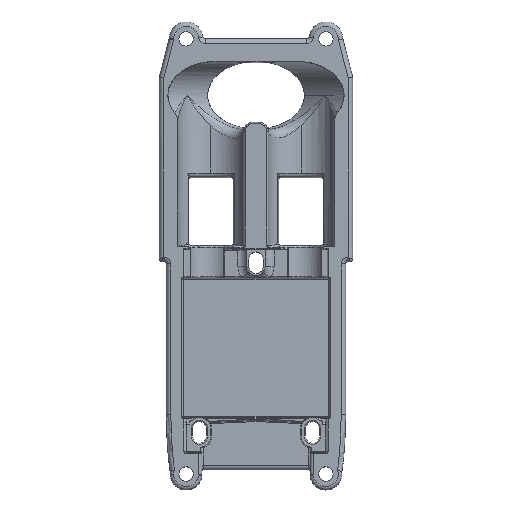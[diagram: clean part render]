
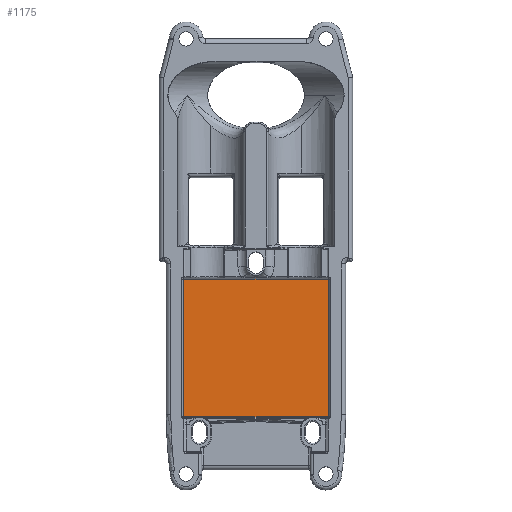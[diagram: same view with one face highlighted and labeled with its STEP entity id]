
A CAD part, top view. The second image highlights one B-rep face of the part: STEP entity #1175.
In plain terms, the highlighted planar face has unit normal (0, 0, 1).
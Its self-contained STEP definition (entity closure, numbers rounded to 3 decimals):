
#12 = VECTOR ( 'NONE', #8848, 1000. ) ;
#267 = ORIENTED_EDGE ( 'NONE', *, *, #3547, .T. ) ;
#618 = CARTESIAN_POINT ( 'NONE',  ( 0., 16., -7.5 ) ) ;
#1027 = EDGE_LOOP ( 'NONE', ( #267, #6702, #3463, #14684 ) ) ;
#1175 = ADVANCED_FACE ( 'NONE', ( #7945 ), #12657, .T. ) ;
#1664 = CARTESIAN_POINT ( 'NONE',  ( 0., 0., -7.5 ) ) ;
#1692 = VERTEX_POINT ( 'NONE', #14458 ) ;
#1976 = LINE ( 'NONE', #13515, #8821 ) ;
#2124 = VERTEX_POINT ( 'NONE', #13073 ) ;
#2563 = CARTESIAN_POINT ( 'NONE',  ( 16., -14.5, -7.5 ) ) ;
#3015 = DIRECTION ( 'NONE',  ( 0., -1., 0. ) ) ;
#3020 = DIRECTION ( 'NONE',  ( 1., 0., 0. ) ) ;
#3463 = ORIENTED_EDGE ( 'NONE', *, *, #7839, .T. ) ;
#3547 = EDGE_CURVE ( 'NONE', #4133, #2124, #13986, .T. ) ;
#3736 = AXIS2_PLACEMENT_3D ( 'NONE', #1664, #12421, #16650 ) ;
#3820 = VERTEX_POINT ( 'NONE', #2563 ) ;
#4133 = VERTEX_POINT ( 'NONE', #14187 ) ;
#5499 = EDGE_CURVE ( 'NONE', #3820, #4133, #17652, .T. ) ;
#6702 = ORIENTED_EDGE ( 'NONE', *, *, #12346, .T. ) ;
#7839 = EDGE_CURVE ( 'NONE', #1692, #3820, #14358, .T. ) ;
#7945 = FACE_OUTER_BOUND ( 'NONE', #1027, .T. ) ;
#8821 = VECTOR ( 'NONE', #3015, 1000. ) ;
#8848 = DIRECTION ( 'NONE',  ( -1., 0., 0. ) ) ;
#11149 = CARTESIAN_POINT ( 'NONE',  ( 16., 0., -7.5 ) ) ;
#12346 = EDGE_CURVE ( 'NONE', #2124, #1692, #1976, .T. ) ;
#12421 = DIRECTION ( 'NONE',  ( 0., 0., 1. ) ) ;
#12556 = DIRECTION ( 'NONE',  ( 0., 1., 0. ) ) ;
#12586 = CARTESIAN_POINT ( 'NONE',  ( 0., -14.5, -7.5 ) ) ;
#12657 = PLANE ( 'NONE',  #3736 ) ;
#13073 = CARTESIAN_POINT ( 'NONE',  ( -16., 16., -7.5 ) ) ;
#13515 = CARTESIAN_POINT ( 'NONE',  ( -16., 0., -7.5 ) ) ;
#13986 = LINE ( 'NONE', #618, #12 ) ;
#14005 = VECTOR ( 'NONE', #12556, 1000. ) ;
#14187 = CARTESIAN_POINT ( 'NONE',  ( 16., 16., -7.5 ) ) ;
#14358 = LINE ( 'NONE', #12586, #15867 ) ;
#14458 = CARTESIAN_POINT ( 'NONE',  ( -16., -14.5, -7.5 ) ) ;
#14684 = ORIENTED_EDGE ( 'NONE', *, *, #5499, .T. ) ;
#15867 = VECTOR ( 'NONE', #3020, 1000. ) ;
#16650 = DIRECTION ( 'NONE',  ( 1., 0., 0. ) ) ;
#17652 = LINE ( 'NONE', #11149, #14005 ) ;
